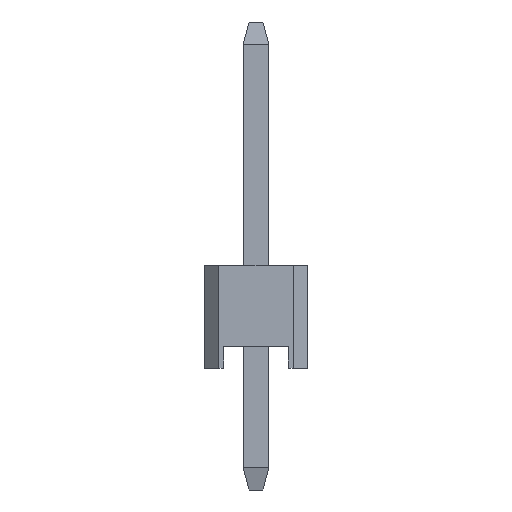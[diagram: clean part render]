
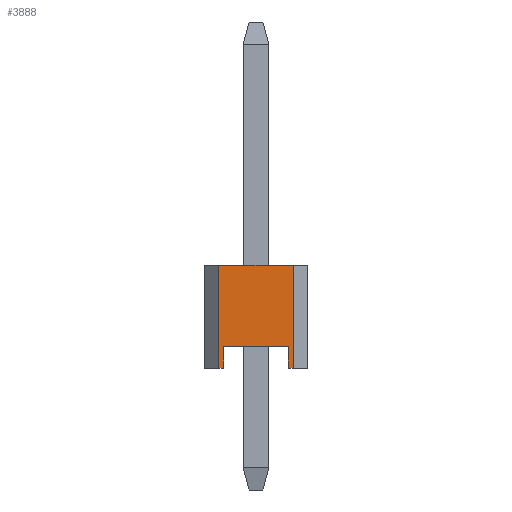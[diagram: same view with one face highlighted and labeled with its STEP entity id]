
A CAD part, left-side view. The second image highlights one B-rep face of the part: STEP entity #3888.
In plain terms, the highlighted planar face has unit normal (-1, 0, 0).
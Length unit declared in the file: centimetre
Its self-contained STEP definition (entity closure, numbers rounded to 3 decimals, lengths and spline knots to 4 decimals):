
#313=VERTEX_POINT('',#4925);
#314=VERTEX_POINT('',#4927);
#332=VERTEX_POINT('',#4965);
#334=VERTEX_POINT('',#4971);
#382=VERTEX_POINT('',#5095);
#525=VERTEX_POINT('',#5564);
#526=VERTEX_POINT('',#5566);
#581=VERTEX_POINT('',#5678);
#661=VECTOR('',#4195,1.);
#680=VECTOR('',#4215,1.);
#683=VECTOR('',#4219,1.);
#745=VECTOR('',#4296,1.);
#972=VECTOR('',#4622,1.);
#1029=VECTOR('',#4680,1.);
#1037=VECTOR('',#4692,1.);
#1163=LINE('',#4926,#661);
#1182=LINE('',#4964,#680);
#1185=LINE('',#4970,#683);
#1247=LINE('',#5097,#745);
#1474=LINE('',#5565,#972);
#1531=LINE('',#5679,#1029);
#1539=LINE('',#5693,#1037);
#1669=EDGE_CURVE('',#314,#313,#1163,.T.);
#1688=EDGE_CURVE('',#332,#314,#1182,.T.);
#1691=EDGE_CURVE('',#334,#332,#1185,.T.);
#1757=EDGE_CURVE('',#313,#382,#1247,.T.);
#2012=EDGE_CURVE('',#525,#526,#1474,.T.);
#2069=EDGE_CURVE('',#525,#581,#1531,.T.);
#2077=EDGE_CURVE('',#334,#581,#1539,.T.);
#2078=EDGE_CURVE('',#382,#526,#1185,.T.);
#2990=ORIENTED_EDGE('',*,*,#1757,.T.);
#2991=ORIENTED_EDGE('',*,*,#2078,.T.);
#2992=ORIENTED_EDGE('',*,*,#2012,.F.);
#2993=ORIENTED_EDGE('',*,*,#2069,.T.);
#2994=ORIENTED_EDGE('',*,*,#2077,.F.);
#2995=ORIENTED_EDGE('',*,*,#1691,.T.);
#2996=ORIENTED_EDGE('',*,*,#1688,.T.);
#2997=ORIENTED_EDGE('',*,*,#1669,.T.);
#3422=EDGE_LOOP('',(#2990,#2991,#2992,#2993,#2994,#2995,#2996,#2997));
#3664=FACE_BOUND('',#3422,.T.);
#3888=ADVANCED_FACE('',(#3664),#5977,.T.);
#4076=AXIS2_PLACEMENT_3D('',#5694,#4693,$);
#4195=DIRECTION('',(0.,-1.,0.));
#4215=DIRECTION('',(0.,0.,1.));
#4219=DIRECTION('',(0.,-1.,0.));
#4296=DIRECTION('',(0.,0.,-1.));
#4622=DIRECTION('',(0.,0.,-1.));
#4680=DIRECTION('',(0.,1.,0.));
#4692=DIRECTION('',(0.,0.,1.));
#4693=DIRECTION('',(-1.,0.,0.));
#4925=CARTESIAN_POINT('',(-2.159,-0.08,0.054));
#4926=CARTESIAN_POINT('',(-2.159,0.,0.054));
#4927=CARTESIAN_POINT('',(-2.159,0.08,0.054));
#4964=CARTESIAN_POINT('',(-2.159,0.08,0.));
#4965=CARTESIAN_POINT('',(-2.159,0.08,0.));
#4970=CARTESIAN_POINT('',(-2.159,0.127,0.));
#4971=CARTESIAN_POINT('',(-2.159,0.092,0.));
#5095=CARTESIAN_POINT('',(-2.159,-0.08,0.));
#5097=CARTESIAN_POINT('',(-2.159,-0.08,0.));
#5564=CARTESIAN_POINT('',(-2.159,-0.092,0.254));
#5565=CARTESIAN_POINT('',(-2.159,-0.092,0.));
#5566=CARTESIAN_POINT('',(-2.159,-0.092,0.));
#5678=CARTESIAN_POINT('',(-2.159,0.092,0.254));
#5679=CARTESIAN_POINT('',(-2.159,0.127,0.254));
#5693=CARTESIAN_POINT('',(-2.159,0.092,0.));
#5694=CARTESIAN_POINT('',(-2.159,0.,0.));
#5977=PLANE('',#4076);
